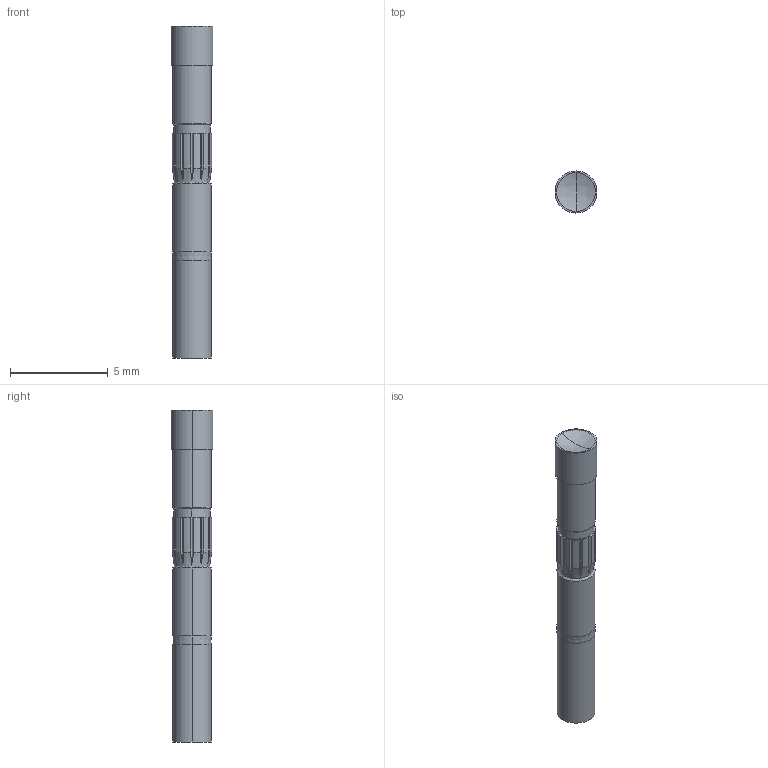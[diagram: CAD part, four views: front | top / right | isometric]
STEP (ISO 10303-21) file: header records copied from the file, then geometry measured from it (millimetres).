
FILE_DESCRIPTION (( 'STEP AP214' ), '1' );
FILE_NAME ('MOD-1007279-I-C17LA-2.STEP', '2023-04-17T14:45:37', ( '' ), ( '' ), 'SwSTEP 2.0', 'SolidWorks 2020', '' );
FILE_SCHEMA (( 'AUTOMOTIVE_DESIGN' ));
Length unit declared in the file: millimetre
Products named in the file (1): MOD-1007279-I-C17LA-2
Bounding box: 2.15 x 2.15 x 17 mm (x, y, z)
Volume: 50.3 mm3; surface area: 126.1 mm2
Topology: 1 solids, 1 shells, 77 faces, 176 edges, 102 vertices
Faces by surface type: plane 39, cylinder 24, cone 12, sphere 2
Entity records: 2176 total; most frequent: CARTESIAN_POINT 426, DIRECTION 372, ORIENTED_EDGE 348, EDGE_CURVE 174, AXIS2_PLACEMENT_3D 144, VERTEX_POINT 102, VECTOR 84, LINE 84
